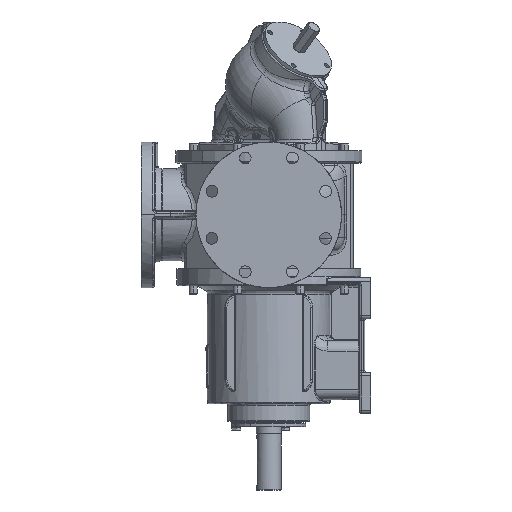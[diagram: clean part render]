
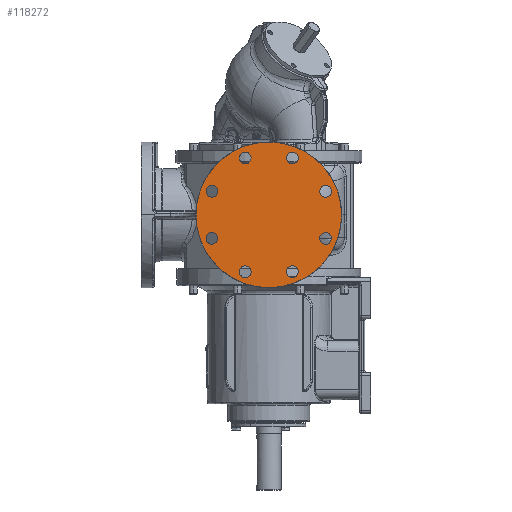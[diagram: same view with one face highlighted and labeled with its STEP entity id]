
A CAD part, left-side view. The second image highlights one B-rep face of the part: STEP entity #118272.
In plain terms, the highlighted planar face has unit normal (-1, 0, 0).
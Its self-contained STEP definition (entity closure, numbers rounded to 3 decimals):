
#20059=CARTESIAN_POINT('',(-250.,1.,117.5));
#20060=DIRECTION('',(-1.,0.,0.));
#20061=DIRECTION('',(0.,0.,1.));
#20062=AXIS2_PLACEMENT_3D('',#20059,#20060,#20061);
#20277=CARTESIAN_POINT('',(-250.,-45.113,6.173));
#20278=DIRECTION('',(-1.,0.,0.));
#20279=DIRECTION('',(0.,1.,0.));
#20280=AXIS2_PLACEMENT_3D('',#20277,#20278,#20279);
#20282=CARTESIAN_POINT('',(-250.,-45.113,6.173));
#20283=DIRECTION('',(-1.,0.,0.));
#20284=DIRECTION('',(0.,-1.,0.));
#20285=AXIS2_PLACEMENT_3D('',#20282,#20283,#20284);
#20287=CARTESIAN_POINT('',(-250.,-110.327,71.387));
#20288=DIRECTION('',(-1.,0.,0.));
#20289=DIRECTION('',(0.,0.707,-0.707));
#20290=AXIS2_PLACEMENT_3D('',#20287,#20288,#20289);
#20292=CARTESIAN_POINT('',(-250.,-110.327,71.387));
#20293=DIRECTION('',(-1.,0.,0.));
#20294=DIRECTION('',(0.,-0.707,0.707));
#20295=AXIS2_PLACEMENT_3D('',#20292,#20293,#20294);
#20297=CARTESIAN_POINT('',(-250.,-110.327,163.613));
#20298=DIRECTION('',(-1.,0.,0.));
#20299=DIRECTION('',(0.,0.,-1.));
#20300=AXIS2_PLACEMENT_3D('',#20297,#20298,#20299);
#20302=CARTESIAN_POINT('',(-250.,-110.327,163.613));
#20303=DIRECTION('',(-1.,0.,0.));
#20304=DIRECTION('',(0.,0.,1.));
#20305=AXIS2_PLACEMENT_3D('',#20302,#20303,#20304);
#20307=CARTESIAN_POINT('',(-250.,-45.113,228.827));
#20308=DIRECTION('',(-1.,0.,0.));
#20309=DIRECTION('',(0.,-0.707,-0.707));
#20310=AXIS2_PLACEMENT_3D('',#20307,#20308,#20309);
#20312=CARTESIAN_POINT('',(-250.,-45.113,228.827));
#20313=DIRECTION('',(-1.,0.,0.));
#20314=DIRECTION('',(0.,0.707,0.707));
#20315=AXIS2_PLACEMENT_3D('',#20312,#20313,#20314);
#20317=CARTESIAN_POINT('',(-250.,47.113,228.827));
#20318=DIRECTION('',(-1.,0.,0.));
#20319=DIRECTION('',(0.,-1.,0.));
#20320=AXIS2_PLACEMENT_3D('',#20317,#20318,#20319);
#20322=CARTESIAN_POINT('',(-250.,47.113,228.827));
#20323=DIRECTION('',(-1.,0.,0.));
#20324=DIRECTION('',(0.,1.,0.));
#20325=AXIS2_PLACEMENT_3D('',#20322,#20323,#20324);
#20327=CARTESIAN_POINT('',(-250.,112.327,163.613));
#20328=DIRECTION('',(-1.,0.,0.));
#20329=DIRECTION('',(0.,-0.707,0.707));
#20330=AXIS2_PLACEMENT_3D('',#20327,#20328,#20329);
#20332=CARTESIAN_POINT('',(-250.,112.327,163.613));
#20333=DIRECTION('',(-1.,0.,0.));
#20334=DIRECTION('',(0.,0.707,-0.707));
#20335=AXIS2_PLACEMENT_3D('',#20332,#20333,#20334);
#20337=CARTESIAN_POINT('',(-250.,112.327,71.387));
#20338=DIRECTION('',(-1.,0.,0.));
#20339=DIRECTION('',(0.,0.,1.));
#20340=AXIS2_PLACEMENT_3D('',#20337,#20338,#20339);
#20342=CARTESIAN_POINT('',(-250.,112.327,71.387));
#20343=DIRECTION('',(-1.,0.,0.));
#20344=DIRECTION('',(0.,0.,-1.));
#20345=AXIS2_PLACEMENT_3D('',#20342,#20343,#20344);
#20347=CARTESIAN_POINT('',(-250.,47.113,6.173));
#20348=DIRECTION('',(-1.,0.,0.));
#20349=DIRECTION('',(0.,0.707,0.707));
#20350=AXIS2_PLACEMENT_3D('',#20347,#20348,#20349);
#20352=CARTESIAN_POINT('',(-250.,47.113,6.173));
#20353=DIRECTION('',(-1.,0.,0.));
#20354=DIRECTION('',(0.,-0.707,-0.707));
#20355=AXIS2_PLACEMENT_3D('',#20352,#20353,#20354);
#20357=CARTESIAN_POINT('',(-250.,1.,117.5));
#20358=DIRECTION('',(-1.,0.,0.));
#20359=DIRECTION('',(0.,0.,-1.));
#20360=AXIS2_PLACEMENT_3D('',#20357,#20358,#20359);
#42069=CARTESIAN_POINT('',(-250.,1.,-25.));
#42070=CARTESIAN_POINT('',(-250.,1.,260.));
#42071=VERTEX_POINT('',#42069);
#42072=VERTEX_POINT('',#42070);
#42077=CARTESIAN_POINT('',(-250.,-33.613,6.173));
#42078=CARTESIAN_POINT('',(-250.,-56.613,6.173));
#42079=VERTEX_POINT('',#42077);
#42080=VERTEX_POINT('',#42078);
#42081=CARTESIAN_POINT('',(-250.,-102.196,63.255));
#42082=CARTESIAN_POINT('',(-250.,-118.459,79.518));
#42083=VERTEX_POINT('',#42081);
#42084=VERTEX_POINT('',#42082);
#42085=CARTESIAN_POINT('',(-250.,-110.327,152.113));
#42086=CARTESIAN_POINT('',(-250.,-110.327,175.113));
#42087=VERTEX_POINT('',#42085);
#42088=VERTEX_POINT('',#42086);
#42089=CARTESIAN_POINT('',(-250.,-53.245,220.696));
#42090=CARTESIAN_POINT('',(-250.,-36.982,236.959));
#42091=VERTEX_POINT('',#42089);
#42092=VERTEX_POINT('',#42090);
#42332=CARTESIAN_POINT('',(-250.,35.613,228.827));
#42333=CARTESIAN_POINT('',(-250.,58.613,228.827));
#42334=VERTEX_POINT('',#42332);
#42335=VERTEX_POINT('',#42333);
#42340=CARTESIAN_POINT('',(-250.,104.196,171.745));
#42341=CARTESIAN_POINT('',(-250.,120.459,155.482));
#42342=VERTEX_POINT('',#42340);
#42343=VERTEX_POINT('',#42341);
#42348=CARTESIAN_POINT('',(-250.,112.327,82.887));
#42349=CARTESIAN_POINT('',(-250.,112.327,59.887));
#42350=VERTEX_POINT('',#42348);
#42351=VERTEX_POINT('',#42349);
#42356=CARTESIAN_POINT('',(-250.,55.245,14.304));
#42357=CARTESIAN_POINT('',(-250.,38.982,-1.959));
#42358=VERTEX_POINT('',#42356);
#42359=VERTEX_POINT('',#42357);
#118214=CARTESIAN_POINT('',(-250.,1.,117.5));
#118215=DIRECTION('',(-1.,0.,0.));
#118216=DIRECTION('',(0.,1.,0.));
#118217=AXIS2_PLACEMENT_3D('',#118214,#118215,#118216);
#118218=PLANE('',#118217);
#118220=ORIENTED_EDGE('',*,*,#118219,.F.);
#118221=ORIENTED_EDGE('',*,*,#118190,.F.);
#118222=EDGE_LOOP('',(#118220,#118221));
#118223=FACE_OUTER_BOUND('',#118222,.F.);
#118225=ORIENTED_EDGE('',*,*,#118224,.T.);
#118227=ORIENTED_EDGE('',*,*,#118226,.T.);
#118228=EDGE_LOOP('',(#118225,#118227));
#118229=FACE_BOUND('',#118228,.F.);
#118231=ORIENTED_EDGE('',*,*,#118230,.T.);
#118233=ORIENTED_EDGE('',*,*,#118232,.T.);
#118234=EDGE_LOOP('',(#118231,#118233));
#118235=FACE_BOUND('',#118234,.F.);
#118237=ORIENTED_EDGE('',*,*,#118236,.T.);
#118239=ORIENTED_EDGE('',*,*,#118238,.T.);
#118240=EDGE_LOOP('',(#118237,#118239));
#118241=FACE_BOUND('',#118240,.F.);
#118243=ORIENTED_EDGE('',*,*,#118242,.T.);
#118245=ORIENTED_EDGE('',*,*,#118244,.T.);
#118246=EDGE_LOOP('',(#118243,#118245));
#118247=FACE_BOUND('',#118246,.F.);
#118249=ORIENTED_EDGE('',*,*,#118248,.T.);
#118251=ORIENTED_EDGE('',*,*,#118250,.T.);
#118252=EDGE_LOOP('',(#118249,#118251));
#118253=FACE_BOUND('',#118252,.F.);
#118255=ORIENTED_EDGE('',*,*,#118254,.T.);
#118257=ORIENTED_EDGE('',*,*,#118256,.T.);
#118258=EDGE_LOOP('',(#118255,#118257));
#118259=FACE_BOUND('',#118258,.F.);
#118261=ORIENTED_EDGE('',*,*,#118260,.T.);
#118263=ORIENTED_EDGE('',*,*,#118262,.T.);
#118264=EDGE_LOOP('',(#118261,#118263));
#118265=FACE_BOUND('',#118264,.F.);
#118267=ORIENTED_EDGE('',*,*,#118266,.T.);
#118269=ORIENTED_EDGE('',*,*,#118268,.T.);
#118270=EDGE_LOOP('',(#118267,#118269));
#118271=FACE_BOUND('',#118270,.F.);
#118272=ADVANCED_FACE('',(#118223,#118229,#118235,#118241,#118247,#118253,
#118259,#118265,#118271),#118218,.T.);
#20063=CIRCLE('',#20062,142.5);
#20281=CIRCLE('',#20280,11.5);
#20286=CIRCLE('',#20285,11.5);
#20291=CIRCLE('',#20290,11.5);
#20296=CIRCLE('',#20295,11.5);
#20301=CIRCLE('',#20300,11.5);
#20306=CIRCLE('',#20305,11.5);
#20311=CIRCLE('',#20310,11.5);
#20316=CIRCLE('',#20315,11.5);
#20321=CIRCLE('',#20320,11.5);
#20326=CIRCLE('',#20325,11.5);
#20331=CIRCLE('',#20330,11.5);
#20336=CIRCLE('',#20335,11.5);
#20341=CIRCLE('',#20340,11.5);
#20346=CIRCLE('',#20345,11.5);
#20351=CIRCLE('',#20350,11.5);
#20356=CIRCLE('',#20355,11.5);
#20361=CIRCLE('',#20360,142.5);
#118190=EDGE_CURVE('',#42072,#42071,#20063,.T.);
#118219=EDGE_CURVE('',#42071,#42072,#20361,.T.);
#118224=EDGE_CURVE('',#42079,#42080,#20281,.T.);
#118226=EDGE_CURVE('',#42080,#42079,#20286,.T.);
#118230=EDGE_CURVE('',#42083,#42084,#20291,.T.);
#118232=EDGE_CURVE('',#42084,#42083,#20296,.T.);
#118236=EDGE_CURVE('',#42087,#42088,#20301,.T.);
#118238=EDGE_CURVE('',#42088,#42087,#20306,.T.);
#118242=EDGE_CURVE('',#42091,#42092,#20311,.T.);
#118244=EDGE_CURVE('',#42092,#42091,#20316,.T.);
#118248=EDGE_CURVE('',#42334,#42335,#20321,.T.);
#118250=EDGE_CURVE('',#42335,#42334,#20326,.T.);
#118254=EDGE_CURVE('',#42342,#42343,#20331,.T.);
#118256=EDGE_CURVE('',#42343,#42342,#20336,.T.);
#118260=EDGE_CURVE('',#42350,#42351,#20341,.T.);
#118262=EDGE_CURVE('',#42351,#42350,#20346,.T.);
#118266=EDGE_CURVE('',#42358,#42359,#20351,.T.);
#118268=EDGE_CURVE('',#42359,#42358,#20356,.T.);
